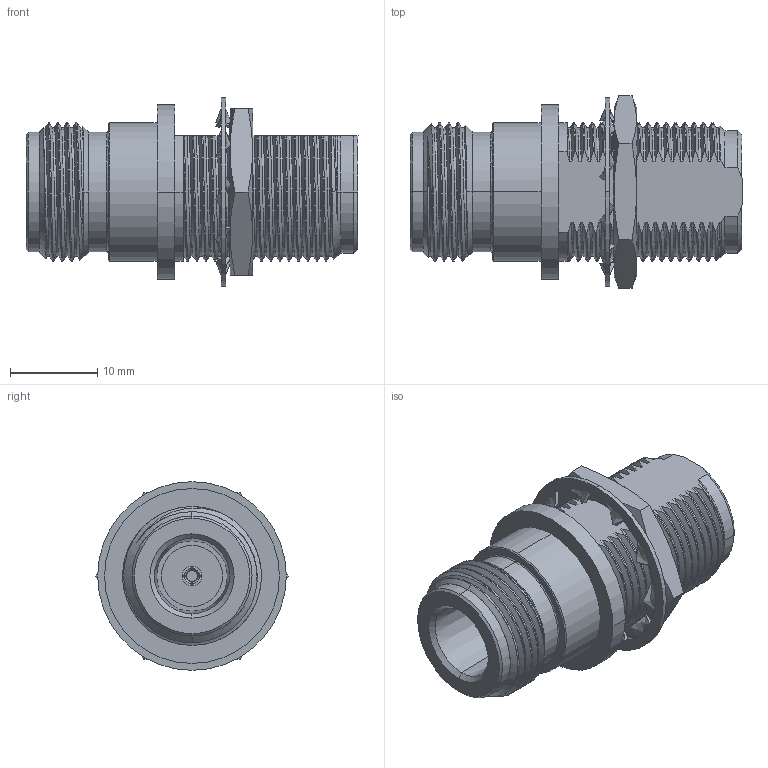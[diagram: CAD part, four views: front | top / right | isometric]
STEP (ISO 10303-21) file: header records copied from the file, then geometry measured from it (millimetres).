
FILE_DESCRIPTION (( 'STEP AP214' ), '1' );
FILE_NAME ('SM8315_3D.step', '2024-09-10T22:28:54', ( '' ), ( '' ), 'SwSTEP 2.0', 'SolidWorks 2022', '' );
FILE_SCHEMA (( 'AUTOMOTIVE_DESIGN' ));
Length unit declared in the file: inch
Products named in the file (1): SM8315_3D
Bounding box: 38 x 22 x 21.59 mm (x, y, z)
Volume: 6210.2 mm3; surface area: 4624.5 mm2
Topology: 3 solids, 3 shells, 333 faces, 950 edges, 634 vertices
Faces by surface type: cylinder 121, bspline 102, plane 59, cone 51
Entity records: 48555 total; most frequent: CARTESIAN_POINT 41230, ORIENTED_EDGE 1900, DIRECTION 1075, EDGE_CURVE 950, VERTEX_POINT 634, AXIS2_PLACEMENT_3D 398, EDGE_LOOP 348, ADVANCED_FACE 333
